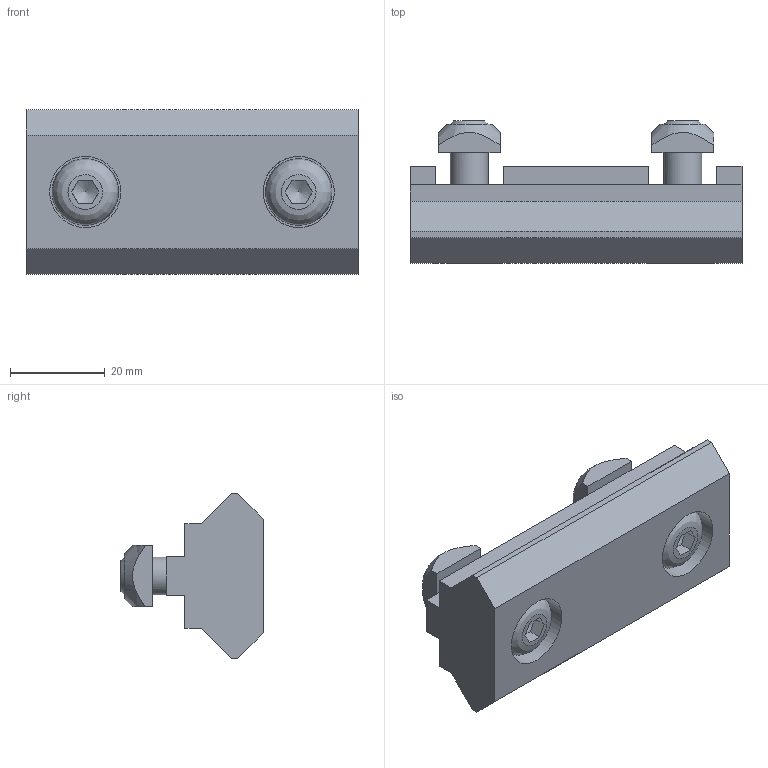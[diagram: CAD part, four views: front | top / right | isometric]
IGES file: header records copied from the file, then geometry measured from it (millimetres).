
Global section: file name: 703507; native system: Autodesk Inventor 2021; preprocessor: unknown; author: Mrówczyńska,,; organization: 11; date: 20220908.125309; units: millimetre
Bounding box: 70 x 30 x 34.7 mm (x, y, z)
Volume: 35211.7 mm3; surface area: 14068.2 mm2
Topology: 9 solids, 9 shells, 106 faces, 272 edges, 188 vertices
Faces by surface type: bspline 106
